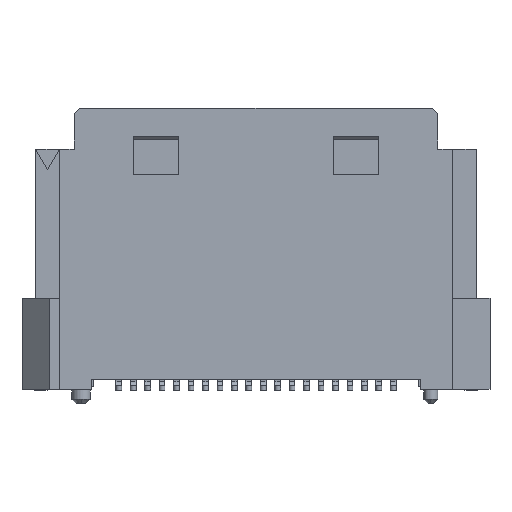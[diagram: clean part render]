
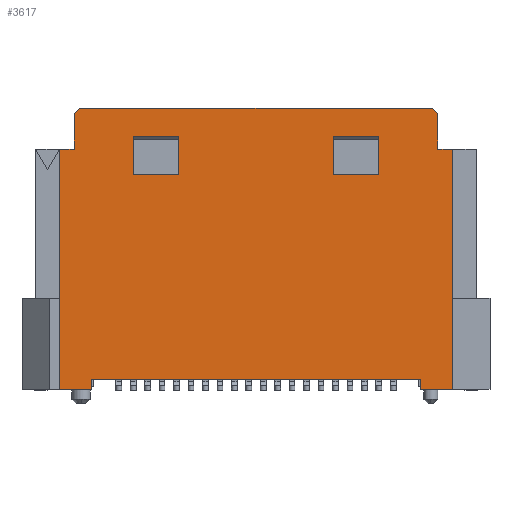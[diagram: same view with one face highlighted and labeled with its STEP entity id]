
A CAD part, front view. The second image highlights one B-rep face of the part: STEP entity #3617.
In plain terms, the highlighted planar face has unit normal (0, -1, 0).
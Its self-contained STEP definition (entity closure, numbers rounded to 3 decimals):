
#516=CARTESIAN_POINT('',(-11.813,-2.4,10.55));
#517=VERTEX_POINT('',#516);
#524=CARTESIAN_POINT('',(-11.163,-2.4,10.55));
#525=VERTEX_POINT('',#524);
#526=CARTESIAN_POINT('',(-11.813,-2.4,10.55));
#527=DIRECTION('',(1.,0.,0.));
#528=VECTOR('',#527,0.65);
#529=LINE('',#526,#528);
#530=EDGE_CURVE('',#517,#525,#529,.T.);
#921=CARTESIAN_POINT('',(-6.575,-2.4,9.45));
#922=VERTEX_POINT('',#921);
#929=CARTESIAN_POINT('',(-6.575,-2.4,11.116));
#930=VERTEX_POINT('',#929);
#931=CARTESIAN_POINT('',(-6.575,-2.4,9.45));
#932=DIRECTION('',(0.,0.,1.));
#933=VECTOR('',#932,1.666);
#934=LINE('',#931,#933);
#935=EDGE_CURVE('',#922,#930,#934,.T.);
#951=CARTESIAN_POINT('',(-10.913,-2.4,12.35));
#952=VERTEX_POINT('',#951);
#969=CARTESIAN_POINT('',(-11.163,-2.4,12.1));
#970=VERTEX_POINT('',#969);
#977=CARTESIAN_POINT('',(-11.163,-2.4,12.1));
#978=DIRECTION('',(0.707,0.,0.707));
#979=VECTOR('',#978,0.354);
#980=LINE('',#977,#979);
#981=EDGE_CURVE('',#970,#952,#980,.T.);
#2147=CARTESIAN_POINT('',(-10.413,-2.4,0.));
#2148=VERTEX_POINT('',#2147);
#2174=CARTESIAN_POINT('',(-10.412,-2.4,0.4));
#2175=VERTEX_POINT('',#2174);
#2182=CARTESIAN_POINT('',(-10.412,-2.4,0.4));
#2183=DIRECTION('',(0.,0.,-1.));
#2184=VECTOR('',#2183,0.4);
#2185=LINE('',#2182,#2184);
#2186=EDGE_CURVE('',#2175,#2148,#2185,.T.);
#2197=CARTESIAN_POINT('',(-11.813,-2.4,0.));
#2198=VERTEX_POINT('',#2197);
#2199=CARTESIAN_POINT('',(-10.413,-2.4,0.));
#2200=DIRECTION('',(-1.,0.,0.));
#2201=VECTOR('',#2200,1.4);
#2202=LINE('',#2199,#2201);
#2203=EDGE_CURVE('',#2148,#2198,#2202,.T.);
#2268=CARTESIAN_POINT('',(-11.813,-2.4,4.));
#2269=VERTEX_POINT('',#2268);
#2317=CARTESIAN_POINT('',(-11.813,-2.4,0.));
#2318=DIRECTION('',(0.,0.,1.));
#2319=VECTOR('',#2318,4.);
#2320=LINE('',#2317,#2319);
#2321=EDGE_CURVE('',#2198,#2269,#2320,.T.);
#2369=CARTESIAN_POINT('',(-11.813,-2.4,4.));
#2370=DIRECTION('',(0.,0.,1.));
#2371=VECTOR('',#2370,6.55);
#2372=LINE('',#2369,#2371);
#2373=EDGE_CURVE('',#2269,#517,#2372,.T.);
#3450=CARTESIAN_POINT('',(4.062,-2.4,0.4));
#3451=VERTEX_POINT('',#3450);
#3458=CARTESIAN_POINT('',(4.062,-2.4,0.4));
#3459=DIRECTION('',(-1.,0.,0.));
#3460=VECTOR('',#3459,14.475);
#3461=LINE('',#3458,#3460);
#3462=EDGE_CURVE('',#3451,#2175,#3461,.T.);
#3476=CARTESIAN_POINT('',(-3.175,-2.4,6.175));
#3477=DIRECTION('',(-1.,0.,0.));
#3478=DIRECTION('',(0.,-1.,-0.));
#3479=AXIS2_PLACEMENT_3D('',#3476,#3478,#3477);
#3480=PLANE('',#3479);
#3481=CARTESIAN_POINT('',(4.812,-2.4,10.55));
#3482=VERTEX_POINT('',#3481);
#3483=CARTESIAN_POINT('',(4.812,-2.4,12.1));
#3484=VERTEX_POINT('',#3483);
#3485=CARTESIAN_POINT('',(4.812,-2.4,10.55));
#3486=DIRECTION('',(0.,0.,1.));
#3487=VECTOR('',#3486,1.55);
#3488=LINE('',#3485,#3487);
#3489=EDGE_CURVE('',#3482,#3484,#3488,.T.);
#3490=ORIENTED_EDGE('',*,*,#3489,.T.);
#3491=CARTESIAN_POINT('',(4.562,-2.4,12.35));
#3492=VERTEX_POINT('',#3491);
#3493=CARTESIAN_POINT('',(4.812,-2.4,12.1));
#3494=DIRECTION('',(-0.707,0.,0.707));
#3495=VECTOR('',#3494,0.354);
#3496=LINE('',#3493,#3495);
#3497=EDGE_CURVE('',#3484,#3492,#3496,.T.);
#3498=ORIENTED_EDGE('',*,*,#3497,.T.);
#3499=CARTESIAN_POINT('',(4.562,-2.4,12.35));
#3500=DIRECTION('',(-1.,0.,0.));
#3501=VECTOR('',#3500,15.475);
#3502=LINE('',#3499,#3501);
#3503=EDGE_CURVE('',#3492,#952,#3502,.T.);
#3504=ORIENTED_EDGE('',*,*,#3503,.T.);
#3505=ORIENTED_EDGE('',*,*,#981,.F.);
#3506=CARTESIAN_POINT('',(-11.163,-2.4,12.1));
#3507=DIRECTION('',(0.,0.,-1.));
#3508=VECTOR('',#3507,1.55);
#3509=LINE('',#3506,#3508);
#3510=EDGE_CURVE('',#970,#525,#3509,.T.);
#3511=ORIENTED_EDGE('',*,*,#3510,.T.);
#3512=ORIENTED_EDGE('',*,*,#530,.F.);
#3513=ORIENTED_EDGE('',*,*,#2373,.F.);
#3514=ORIENTED_EDGE('',*,*,#2321,.F.);
#3515=ORIENTED_EDGE('',*,*,#2203,.F.);
#3516=ORIENTED_EDGE('',*,*,#2186,.F.);
#3517=ORIENTED_EDGE('',*,*,#3462,.F.);
#3518=CARTESIAN_POINT('',(4.062,-2.4,0.));
#3519=VERTEX_POINT('',#3518);
#3520=CARTESIAN_POINT('',(4.062,-2.4,0.4));
#3521=DIRECTION('',(0.,0.,-1.));
#3522=VECTOR('',#3521,0.4);
#3523=LINE('',#3520,#3522);
#3524=EDGE_CURVE('',#3451,#3519,#3523,.T.);
#3525=ORIENTED_EDGE('',*,*,#3524,.T.);
#3526=CARTESIAN_POINT('',(5.462,-2.4,0.));
#3527=VERTEX_POINT('',#3526);
#3528=CARTESIAN_POINT('',(4.062,-2.4,0.));
#3529=DIRECTION('',(1.,0.,0.));
#3530=VECTOR('',#3529,1.4);
#3531=LINE('',#3528,#3530);
#3532=EDGE_CURVE('',#3519,#3527,#3531,.T.);
#3533=ORIENTED_EDGE('',*,*,#3532,.T.);
#3534=CARTESIAN_POINT('',(5.462,-2.4,4.));
#3535=VERTEX_POINT('',#3534);
#3536=CARTESIAN_POINT('',(5.462,-2.4,0.));
#3537=DIRECTION('',(0.,0.,1.));
#3538=VECTOR('',#3537,4.);
#3539=LINE('',#3536,#3538);
#3540=EDGE_CURVE('',#3527,#3535,#3539,.T.);
#3541=ORIENTED_EDGE('',*,*,#3540,.T.);
#3542=CARTESIAN_POINT('',(5.462,-2.4,10.55));
#3543=VERTEX_POINT('',#3542);
#3544=CARTESIAN_POINT('',(5.462,-2.4,4.));
#3545=DIRECTION('',(0.,0.,1.));
#3546=VECTOR('',#3545,6.55);
#3547=LINE('',#3544,#3546);
#3548=EDGE_CURVE('',#3535,#3543,#3547,.T.);
#3549=ORIENTED_EDGE('',*,*,#3548,.T.);
#3550=CARTESIAN_POINT('',(5.462,-2.4,10.55));
#3551=DIRECTION('',(-1.,0.,0.));
#3552=VECTOR('',#3551,0.65);
#3553=LINE('',#3550,#3552);
#3554=EDGE_CURVE('',#3543,#3482,#3553,.T.);
#3555=ORIENTED_EDGE('',*,*,#3554,.T.);
#3556=EDGE_LOOP('',(#3490,#3498,#3504,#3505,#3511,#3512,#3513,#3514,#3515,#3516,#3517,#3525,#3533,#3541,#3549,#3555));
#3557=FACE_OUTER_BOUND('',#3556,.T.);
#3558=CARTESIAN_POINT('',(2.225,-2.4,9.45));
#3559=VERTEX_POINT('',#3558);
#3560=CARTESIAN_POINT('',(0.225,-2.4,9.45));
#3561=VERTEX_POINT('',#3560);
#3562=CARTESIAN_POINT('',(2.225,-2.4,9.45));
#3563=DIRECTION('',(-1.,0.,0.));
#3564=VECTOR('',#3563,2.);
#3565=LINE('',#3562,#3564);
#3566=EDGE_CURVE('',#3559,#3561,#3565,.T.);
#3567=ORIENTED_EDGE('',*,*,#3566,.T.);
#3568=CARTESIAN_POINT('',(0.225,-2.4,11.116));
#3569=VERTEX_POINT('',#3568);
#3570=CARTESIAN_POINT('',(0.225,-2.4,9.45));
#3571=DIRECTION('',(0.,0.,1.));
#3572=VECTOR('',#3571,1.666);
#3573=LINE('',#3570,#3572);
#3574=EDGE_CURVE('',#3561,#3569,#3573,.T.);
#3575=ORIENTED_EDGE('',*,*,#3574,.T.);
#3576=CARTESIAN_POINT('',(2.225,-2.4,11.116));
#3577=VERTEX_POINT('',#3576);
#3578=CARTESIAN_POINT('',(0.225,-2.4,11.116));
#3579=DIRECTION('',(1.,0.,0.));
#3580=VECTOR('',#3579,2.);
#3581=LINE('',#3578,#3580);
#3582=EDGE_CURVE('',#3569,#3577,#3581,.T.);
#3583=ORIENTED_EDGE('',*,*,#3582,.T.);
#3584=CARTESIAN_POINT('',(2.225,-2.4,11.116));
#3585=DIRECTION('',(0.,0.,-1.));
#3586=VECTOR('',#3585,1.666);
#3587=LINE('',#3584,#3586);
#3588=EDGE_CURVE('',#3577,#3559,#3587,.T.);
#3589=ORIENTED_EDGE('',*,*,#3588,.T.);
#3590=EDGE_LOOP('',(#3567,#3575,#3583,#3589));
#3591=FACE_BOUND('',#3590,.T.);
#3592=CARTESIAN_POINT('',(-8.575,-2.4,11.116));
#3593=VERTEX_POINT('',#3592);
#3594=CARTESIAN_POINT('',(-8.575,-2.4,11.116));
#3595=DIRECTION('',(1.,0.,0.));
#3596=VECTOR('',#3595,2.);
#3597=LINE('',#3594,#3596);
#3598=EDGE_CURVE('',#3593,#930,#3597,.T.);
#3599=ORIENTED_EDGE('',*,*,#3598,.T.);
#3600=ORIENTED_EDGE('',*,*,#935,.F.);
#3601=CARTESIAN_POINT('',(-8.575,-2.4,9.45));
#3602=VERTEX_POINT('',#3601);
#3603=CARTESIAN_POINT('',(-6.575,-2.4,9.45));
#3604=DIRECTION('',(-1.,0.,0.));
#3605=VECTOR('',#3604,2.);
#3606=LINE('',#3603,#3605);
#3607=EDGE_CURVE('',#922,#3602,#3606,.T.);
#3608=ORIENTED_EDGE('',*,*,#3607,.T.);
#3609=CARTESIAN_POINT('',(-8.575,-2.4,9.45));
#3610=DIRECTION('',(0.,0.,1.));
#3611=VECTOR('',#3610,1.666);
#3612=LINE('',#3609,#3611);
#3613=EDGE_CURVE('',#3602,#3593,#3612,.T.);
#3614=ORIENTED_EDGE('',*,*,#3613,.T.);
#3615=EDGE_LOOP('',(#3599,#3600,#3608,#3614));
#3616=FACE_BOUND('',#3615,.T.);
#3617=ADVANCED_FACE('',(#3557,#3591,#3616),#3480,.T.);
